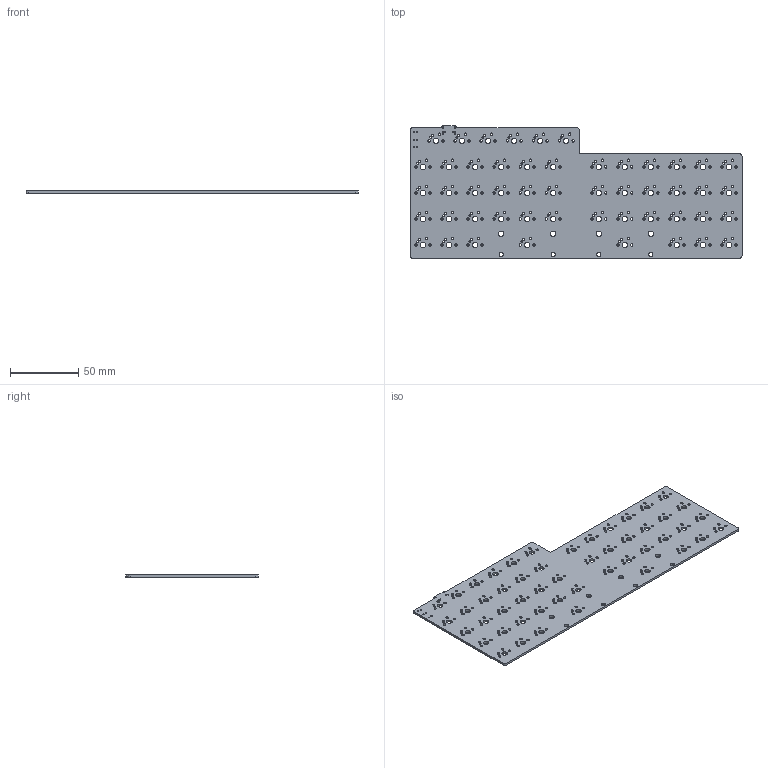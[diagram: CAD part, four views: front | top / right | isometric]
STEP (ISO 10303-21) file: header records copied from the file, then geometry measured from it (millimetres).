
FILE_DESCRIPTION(/* description */ (''),/* implementation_level */ '2;1');
FILE_NAME(/* name */ 'V4N4G0RTH0N.step',/* time_stamp */ '2021-09-22T15:16:02-04:00',/* author */ (''),/* organization */ (''),/* preprocessor_version */ 'ST-DEVELOPER v18.1',/* originating_system */ 'Autodesk Translation Framework v10.10.0.1391',/* authorisation */ '');
FILE_SCHEMA (('AUTOMOTIVE_DESIGN { 1 0 10303 214 3 1 1 }'));
Length unit declared in the file: millimetre
Products named in the file (1): (Unsaved)
Bounding box: 242.89 x 96.65 x 1.6 mm (x, y, z)
Volume: 31410.7 mm3; surface area: 43626.5 mm2
Topology: 1 solids, 1 shells, 399 faces, 1191 edges, 794 vertices
Faces by surface type: cylinder 381, plane 18
Full cylindrical faces by diameter (mm): 0.65 x2, 0.9 x6, 1.47 x100, 1.75 x100, 3.048 x4, 3.988 x54
Entity records: 15207 total; most frequent: DIRECTION 2753, CARTESIAN_POINT 2385, ORIENTED_EDGE 2382, EDGE_CURVE 1191, AXIS2_PLACEMENT_3D 1162, EDGE_LOOP 1039, VERTEX_POINT 794, CIRCLE 762
